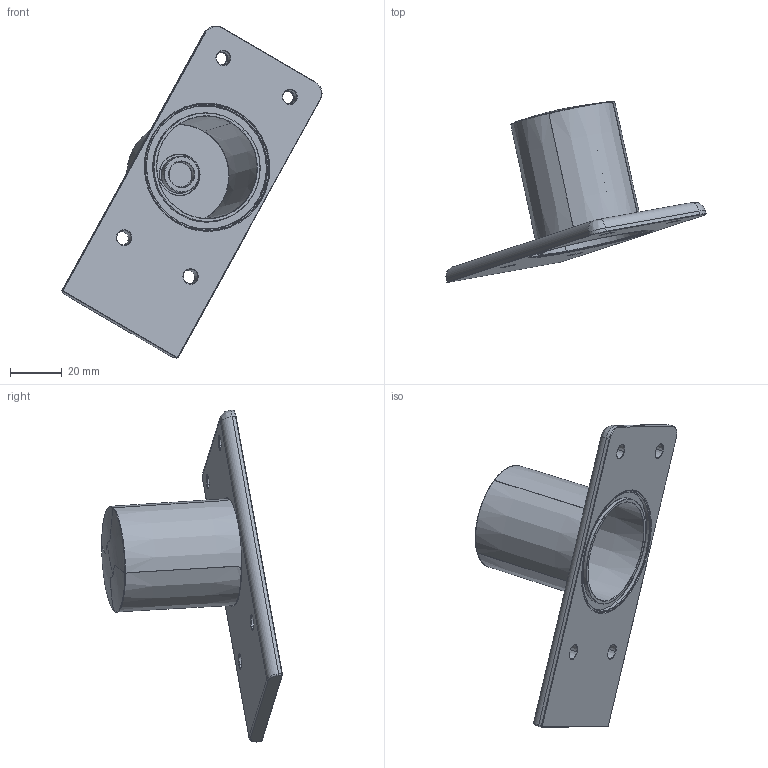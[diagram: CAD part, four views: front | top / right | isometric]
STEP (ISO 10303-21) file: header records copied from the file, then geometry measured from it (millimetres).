
FILE_DESCRIPTION((''),'2;1');
FILE_NAME('DM_CAD-2342_SW0001','2016-07-28T',('creinig-se'),(''),'PRO/ENGINEER BY PARAMETRIC TECHNOLOGY CORPORATION, 2015440','PRO/ENGINEER BY PARAMETRIC TECHNOLOGY CORPORATION, 2015440','');
FILE_SCHEMA(('CONFIG_CONTROL_DESIGN'));
Length unit declared in the file: millimetre
Products named in the file (1): DM_CAD-2342_SW0001
Bounding box: 100.08 x 69.54 x 127.78 mm (x, y, z)
Volume: 32923 mm3; surface area: 28568.8 mm2
Topology: 1 solids, 1 shells, 198 faces, 526 edges, 328 vertices
Faces by surface type: torus 61, cylinder 52, cone 32, plane 31, bspline 12, sphere 10
Entity records: 8353 total; most frequent: CARTESIAN_POINT 1865, DIRECTION 1143, ORIENTED_EDGE 1036, EDGE_CURVE 518, AXIS2_PLACEMENT_3D 508, VERTEX_POINT 328, CIRCLE 322, EDGE_LOOP 214
